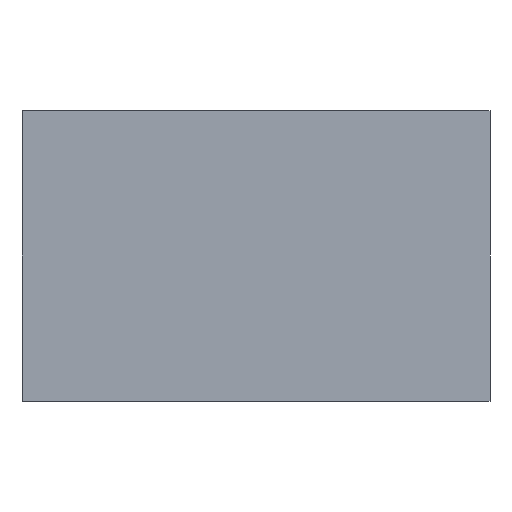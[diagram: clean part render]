
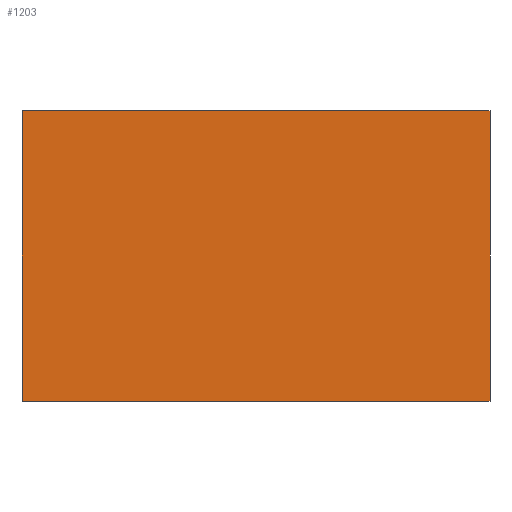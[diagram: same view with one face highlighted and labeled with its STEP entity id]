
A CAD part, front view. The second image highlights one B-rep face of the part: STEP entity #1203.
In plain terms, the highlighted planar face has unit normal (0, -1, 0).
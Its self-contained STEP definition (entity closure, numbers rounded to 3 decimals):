
#138=PLANE('',#10920);
#573=FACE_OUTER_BOUND('',#2386,.T.);
#1203=ADVANCED_FACE('',(#573),#138,.F.);
#2386=EDGE_LOOP('',(#4740,#4741,#4742,#4743));
#2738=LINE('',#32829,#2792);
#2739=LINE('',#32832,#2793);
#2740=LINE('',#32834,#2794);
#2741=LINE('',#32836,#2795);
#2792=VECTOR('',#11197,1.);
#2793=VECTOR('',#11198,1.);
#2794=VECTOR('',#11199,1.);
#2795=VECTOR('',#11200,1.);
#4740=ORIENTED_EDGE('',*,*,#8420,.T.);
#4741=ORIENTED_EDGE('',*,*,#8421,.T.);
#4742=ORIENTED_EDGE('',*,*,#8422,.T.);
#4743=ORIENTED_EDGE('',*,*,#8423,.T.);
#6959=VERTEX_POINT('',#32830);
#6960=VERTEX_POINT('',#32831);
#6961=VERTEX_POINT('',#32833);
#6962=VERTEX_POINT('',#32835);
#8420=EDGE_CURVE('',#6959,#6960,#2738,.T.);
#8421=EDGE_CURVE('',#6960,#6961,#2739,.T.);
#8422=EDGE_CURVE('',#6961,#6962,#2740,.T.);
#8423=EDGE_CURVE('',#6962,#6959,#2741,.T.);
#10920=AXIS2_PLACEMENT_3D('',#32837,#11201,#11202);
#11197=DIRECTION('',(-1.,0.,0.));
#11198=DIRECTION('',(0.,0.,-1.));
#11199=DIRECTION('',(1.,0.,0.));
#11200=DIRECTION('',(0.,0.,1.));
#11201=DIRECTION('',(0.,1.,0.));
#11202=DIRECTION('',(0.,0.,1.));
#32829=CARTESIAN_POINT('',(-43.777,-24.682,-46.372));
#32830=CARTESIAN_POINT('',(249.013,-24.682,-46.372));
#32831=CARTESIAN_POINT('',(-9.517,-24.682,-46.372));
#32832=CARTESIAN_POINT('',(-9.517,-24.682,-189.351));
#32833=CARTESIAN_POINT('',(-9.517,-24.682,-207.11));
#32834=CARTESIAN_POINT('',(284.25,-24.682,-207.11));
#32835=CARTESIAN_POINT('',(249.013,-24.682,-207.11));
#32836=CARTESIAN_POINT('',(249.013,-24.682,-189.351));
#32837=CARTESIAN_POINT('',(119.748,-24.682,-189.351));
